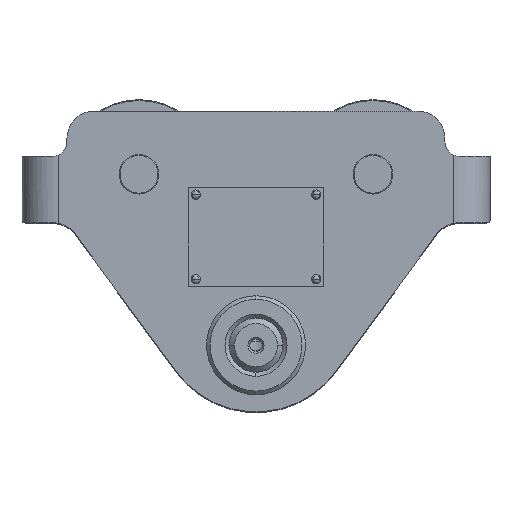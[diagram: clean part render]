
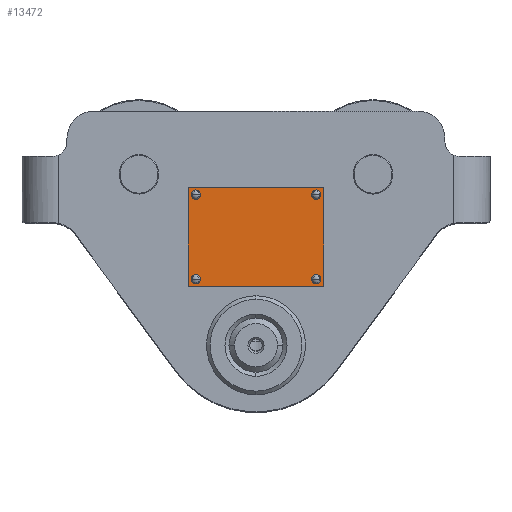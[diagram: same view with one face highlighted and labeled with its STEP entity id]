
A CAD part, top view. The second image highlights one B-rep face of the part: STEP entity #13472.
In plain terms, the highlighted planar face has unit normal (0, 0, 1).
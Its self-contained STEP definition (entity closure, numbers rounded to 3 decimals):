
#983 = EDGE_LOOP ( 'NONE', ( #12259, #12257 ) ) ;
#1247 = EDGE_LOOP ( 'NONE', ( #12253, #12254 ) ) ;
#1299 = EDGE_LOOP ( 'NONE', ( #12258, #12575, #12251, #12250 ) ) ;
#1406 = EDGE_LOOP ( 'NONE', ( #12255, #12260 ) ) ;
#1423 = EDGE_LOOP ( 'NONE', ( #12252, #12256 ) ) ;
#2328 = DIRECTION ( 'NONE',  ( 1., 0., 0. ) ) ;
#2329 = CARTESIAN_POINT ( 'NONE',  ( 153.5, -46.299, 227.5 ) ) ;
#2330 = DIRECTION ( 'NONE',  ( 0., 0., 1. ) ) ;
#2331 = DIRECTION ( 'NONE',  ( 1., 0., 0. ) ) ;
#2332 = CARTESIAN_POINT ( 'NONE',  ( 153.5, -46.299, 227.5 ) ) ;
#2334 = DIRECTION ( 'NONE',  ( 0., 0., 1. ) ) ;
#2335 = DIRECTION ( 'NONE',  ( 1., 0., 0. ) ) ;
#2336 = CARTESIAN_POINT ( 'NONE',  ( 153.5, -93.299, 227.5 ) ) ;
#2337 = DIRECTION ( 'NONE',  ( 0., 0., 1. ) ) ;
#2345 = DIRECTION ( 'NONE',  ( 1., 0., 0. ) ) ;
#2346 = CARTESIAN_POINT ( 'NONE',  ( 82.5, -97.299, 227.5 ) ) ;
#2348 = DIRECTION ( 'NONE',  ( 1., 0., 0. ) ) ;
#2349 = DIRECTION ( 'NONE',  ( 0., 0., 1. ) ) ;
#2350 = CARTESIAN_POINT ( 'NONE',  ( 86.5, -46.299, 227.5 ) ) ;
#2359 = DIRECTION ( 'NONE',  ( 1., 0., 0. ) ) ;
#2361 = DIRECTION ( 'NONE',  ( 0., 0., 1. ) ) ;
#2362 = CARTESIAN_POINT ( 'NONE',  ( 153.5, -93.299, 227.5 ) ) ;
#3544 = EDGE_CURVE ( 'NONE', #12715, #12714, #11068, .T. ) ;
#3681 = EDGE_CURVE ( 'NONE', #12714, #12050, #10622, .T. ) ;
#3682 = EDGE_CURVE ( 'NONE', #12724, #12725, #15409, .T. ) ;
#3693 = EDGE_CURVE ( 'NONE', #12736, #12737, #15464, .T. ) ;
#3695 = EDGE_CURVE ( 'NONE', #12737, #12736, #15449, .T. ) ;
#3698 = EDGE_CURVE ( 'NONE', #12051, #12715, #10624, .T. ) ;
#4202 = EDGE_CURVE ( 'NONE', #12738, #12739, #15215, .T. ) ;
#4209 = EDGE_CURVE ( 'NONE', #12725, #12724, #15331, .T. ) ;
#4212 = EDGE_CURVE ( 'NONE', #12050, #12051, #11236, .T. ) ;
#4217 = EDGE_CURVE ( 'NONE', #12739, #12738, #15224, .T. ) ;
#4219 = EDGE_CURVE ( 'NONE', #12726, #12727, #15329, .T. ) ;
#4220 = EDGE_CURVE ( 'NONE', #12727, #12726, #15238, .T. ) ;
#4618 = DIRECTION ( 'NONE',  ( 0., 0., 1. ) ) ;
#4619 = CARTESIAN_POINT ( 'NONE',  ( 86.5, -93.299, 227.5 ) ) ;
#4623 = DIRECTION ( 'NONE',  ( 1., 0., 0. ) ) ;
#4624 = CARTESIAN_POINT ( 'NONE',  ( 86.5, -93.299, 227.5 ) ) ;
#4625 = DIRECTION ( 'NONE',  ( 0., 0., 1. ) ) ;
#4626 = DIRECTION ( 'NONE',  ( 1., 0., 0. ) ) ;
#4627 = CARTESIAN_POINT ( 'NONE',  ( 157.5, -97.299, 227.5 ) ) ;
#4628 = DIRECTION ( 'NONE',  ( 0., 1., 0. ) ) ;
#4632 = CARTESIAN_POINT ( 'NONE',  ( 86.5, -46.299, 227.5 ) ) ;
#4634 = DIRECTION ( 'NONE',  ( 0., -1., 0. ) ) ;
#4636 = CARTESIAN_POINT ( 'NONE',  ( 82.5, -97.299, 227.5 ) ) ;
#4637 = DIRECTION ( 'NONE',  ( 0., 0., 1. ) ) ;
#4638 = DIRECTION ( 'NONE',  ( 1., 0., 0. ) ) ;
#4708 = AXIS2_PLACEMENT_3D ( 'NONE', #11775, #11774, #11781 ) ;
#5066 = DIRECTION ( 'NONE',  ( -1., 0., 0. ) ) ;
#5067 = CARTESIAN_POINT ( 'NONE',  ( 82.5, -42.299, 227.5 ) ) ;
#5561 = CARTESIAN_POINT ( 'NONE',  ( 88.25, -93.299, 227.5 ) ) ;
#5587 = CARTESIAN_POINT ( 'NONE',  ( 157.5, -97.299, 227.5 ) ) ;
#5588 = CARTESIAN_POINT ( 'NONE',  ( 82.5, -97.299, 227.5 ) ) ;
#5636 = CARTESIAN_POINT ( 'NONE',  ( 151.75, -46.299, 227.5 ) ) ;
#5644 = CARTESIAN_POINT ( 'NONE',  ( 155.25, -46.299, 227.5 ) ) ;
#5645 = CARTESIAN_POINT ( 'NONE',  ( 157.5, -42.299, 227.5 ) ) ;
#5646 = CARTESIAN_POINT ( 'NONE',  ( 88.25, -46.299, 227.5 ) ) ;
#5647 = CARTESIAN_POINT ( 'NONE',  ( 84.75, -46.299, 227.5 ) ) ;
#5685 = CARTESIAN_POINT ( 'NONE',  ( 151.75, -93.299, 227.5 ) ) ;
#5687 = CARTESIAN_POINT ( 'NONE',  ( 84.75, -93.299, 227.5 ) ) ;
#5688 = CARTESIAN_POINT ( 'NONE',  ( 155.25, -93.299, 227.5 ) ) ;
#5698 = CARTESIAN_POINT ( 'NONE',  ( 82.5, -42.299, 227.5 ) ) ;
#10503 = FACE_BOUND ( 'NONE', #983, .T. ) ;
#10504 = FACE_BOUND ( 'NONE', #1406, .T. ) ;
#10622 = LINE ( 'NONE', #4636, #15452 ) ;
#10624 = LINE ( 'NONE', #4627, #15468 ) ;
#11000 = FACE_OUTER_BOUND ( 'NONE', #1299, .T. ) ;
#11068 = LINE ( 'NONE', #5067, #15197 ) ;
#11089 = FACE_BOUND ( 'NONE', #1423, .T. ) ;
#11094 = FACE_BOUND ( 'NONE', #1247, .T. ) ;
#11236 = LINE ( 'NONE', #2346, #15348 ) ;
#11774 = DIRECTION ( 'NONE',  ( 0., 0., -1. ) ) ;
#11775 = CARTESIAN_POINT ( 'NONE',  ( 82.5, -42.299, 227.5 ) ) ;
#11776 = PLANE ( 'NONE',  #4708 ) ;
#11781 = DIRECTION ( 'NONE',  ( -1., 0., 0. ) ) ;
#12050 = VERTEX_POINT ( 'NONE', #5588 ) ;
#12051 = VERTEX_POINT ( 'NONE', #5587 ) ;
#12250 = ORIENTED_EDGE ( 'NONE', *, *, #3544, .T. ) ;
#12251 = ORIENTED_EDGE ( 'NONE', *, *, #3698, .T. ) ;
#12252 = ORIENTED_EDGE ( 'NONE', *, *, #4219, .F. ) ;
#12253 = ORIENTED_EDGE ( 'NONE', *, *, #3682, .F. ) ;
#12254 = ORIENTED_EDGE ( 'NONE', *, *, #4209, .F. ) ;
#12255 = ORIENTED_EDGE ( 'NONE', *, *, #3693, .F. ) ;
#12256 = ORIENTED_EDGE ( 'NONE', *, *, #4220, .F. ) ;
#12257 = ORIENTED_EDGE ( 'NONE', *, *, #4217, .F. ) ;
#12258 = ORIENTED_EDGE ( 'NONE', *, *, #3681, .T. ) ;
#12259 = ORIENTED_EDGE ( 'NONE', *, *, #4202, .F. ) ;
#12260 = ORIENTED_EDGE ( 'NONE', *, *, #3695, .F. ) ;
#12575 = ORIENTED_EDGE ( 'NONE', *, *, #4212, .T. ) ;
#12714 = VERTEX_POINT ( 'NONE', #5698 ) ;
#12715 = VERTEX_POINT ( 'NONE', #5645 ) ;
#12724 = VERTEX_POINT ( 'NONE', #5646 ) ;
#12725 = VERTEX_POINT ( 'NONE', #5647 ) ;
#12726 = VERTEX_POINT ( 'NONE', #5644 ) ;
#12727 = VERTEX_POINT ( 'NONE', #5636 ) ;
#12736 = VERTEX_POINT ( 'NONE', #5561 ) ;
#12737 = VERTEX_POINT ( 'NONE', #5687 ) ;
#12738 = VERTEX_POINT ( 'NONE', #5688 ) ;
#12739 = VERTEX_POINT ( 'NONE', #5685 ) ;
#13472 = ADVANCED_FACE ( 'NONE', ( #10503, #10504, #11089, #11094, #11000 ), #11776, .F. ) ;
#15197 = VECTOR ( 'NONE', #5066, 1000. ) ;
#15215 = CIRCLE ( 'NONE', #15330, 1.75 ) ;
#15224 = CIRCLE ( 'NONE', #15235, 1.75 ) ;
#15235 = AXIS2_PLACEMENT_3D ( 'NONE', #2336, #2337, #2335 ) ;
#15237 = AXIS2_PLACEMENT_3D ( 'NONE', #2332, #2334, #2331 ) ;
#15238 = CIRCLE ( 'NONE', #15395, 1.75 ) ;
#15329 = CIRCLE ( 'NONE', #15237, 1.75 ) ;
#15330 = AXIS2_PLACEMENT_3D ( 'NONE', #2362, #2361, #2359 ) ;
#15331 = CIRCLE ( 'NONE', #15333, 1.75 ) ;
#15333 = AXIS2_PLACEMENT_3D ( 'NONE', #2350, #2349, #2348 ) ;
#15348 = VECTOR ( 'NONE', #2345, 1000. ) ;
#15395 = AXIS2_PLACEMENT_3D ( 'NONE', #2329, #2330, #2328 ) ;
#15406 = AXIS2_PLACEMENT_3D ( 'NONE', #4619, #4618, #4623 ) ;
#15409 = CIRCLE ( 'NONE', #15450, 1.75 ) ;
#15447 = AXIS2_PLACEMENT_3D ( 'NONE', #4624, #4625, #4626 ) ;
#15449 = CIRCLE ( 'NONE', #15447, 1.75 ) ;
#15450 = AXIS2_PLACEMENT_3D ( 'NONE', #4632, #4637, #4638 ) ;
#15452 = VECTOR ( 'NONE', #4634, 1000. ) ;
#15464 = CIRCLE ( 'NONE', #15406, 1.75 ) ;
#15468 = VECTOR ( 'NONE', #4628, 1000. ) ;
